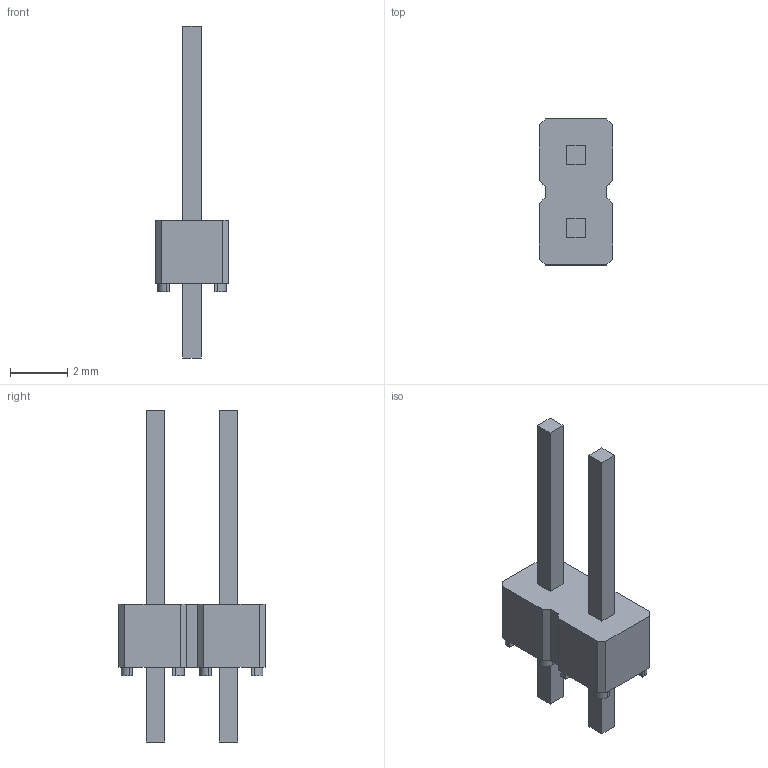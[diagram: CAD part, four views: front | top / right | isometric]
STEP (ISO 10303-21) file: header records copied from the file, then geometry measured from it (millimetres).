
FILE_DESCRIPTION((''),'2;1');
FILE_NAME('MOLEX_0901200122','2010-09-28T',('Wiebke'),(''),'PRO/ENGINEER BY PARAMETRIC TECHNOLOGY CORPORATION, 2008400','PRO/ENGINEER BY PARAMETRIC TECHNOLOGY CORPORATION, 2008400','');
FILE_SCHEMA(('AUTOMOTIVE_DESIGN_CC2 { 1 2 10303 214 -1 1 5 2 }'));
Length unit declared in the file: millimetre
Products named in the file (1): MOLEX_0901200122
Bounding box: 2.54 x 5.08 x 11.55 mm (x, y, z)
Volume: 35.6 mm3; surface area: 109.4 mm2
Topology: 1 solids, 1 shells, 86 faces, 216 edges, 144 vertices
Faces by surface type: plane 78, cylinder 8
Entity records: 3499 total; most frequent: CARTESIAN_POINT 448, ORIENTED_EDGE 432, DIRECTION 408, PRESENTATION_STYLE_ASSIGNMENT 239, STYLED_ITEM 219, CURVE_STYLE 218, EDGE_CURVE 216, VECTOR 200
